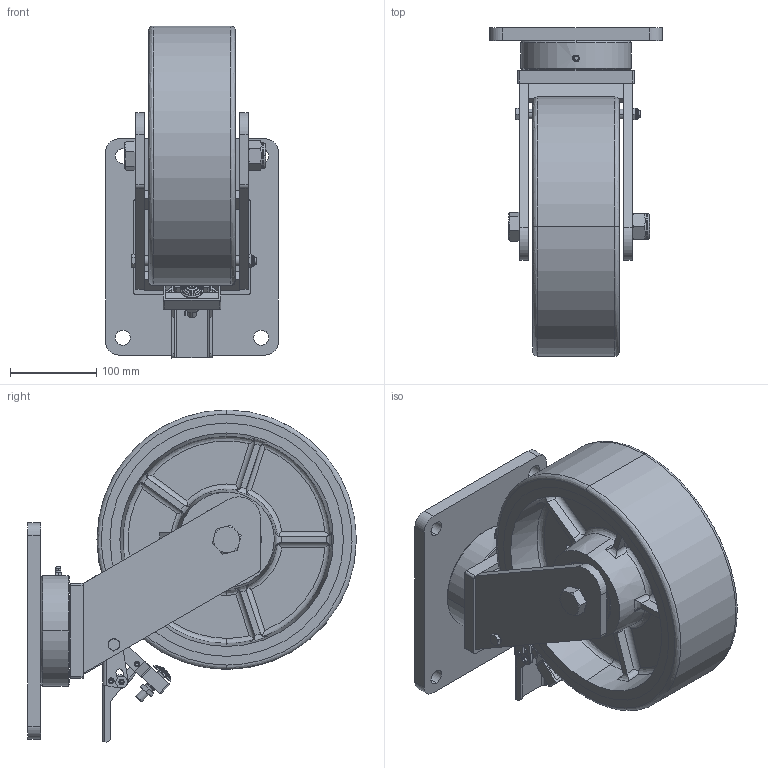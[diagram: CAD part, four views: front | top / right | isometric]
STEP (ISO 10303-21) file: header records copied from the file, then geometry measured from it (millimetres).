
FILE_DESCRIPTION (( 'STEP AP214' ), '1' );
FILE_NAME ('0012054.step', '2023-01-27T10:24:38', ( '' ), ( '' ), 'SwSTEP 2.0', 'SolidWorks 2020', '' );
FILE_SCHEMA (( 'AUTOMOTIVE_DESIGN' ));
Length unit declared in the file: millimetre
Products named in the file (1): 0012054
Bounding box: 200 x 380.19 x 383.99 mm (x, y, z)
Surface area: 834444.4 mm2 (no closed solid volume)
Topology: 0 solids, 47 shells, 508 faces, 1605 edges, 1134 vertices
Faces by surface type: plane 162, cylinder 145, bspline 141, cone 60
Entity records: 39238 total; most frequent: CARTESIAN_POINT 20743, ORIENTED_EDGE 2802, DIRECTION 2280, EDGE_CURVE 1601, VERTEX_POINT 1134, AXIS2_PLACEMENT_3D 908, EDGE_LOOP 581, B_SPLINE_CURVE_WITH_KNOTS 562
